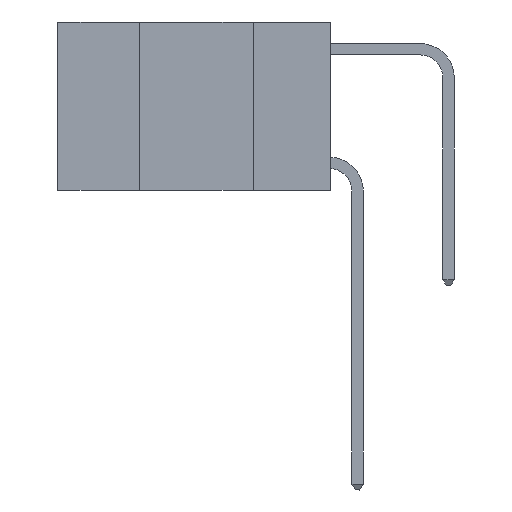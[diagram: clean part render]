
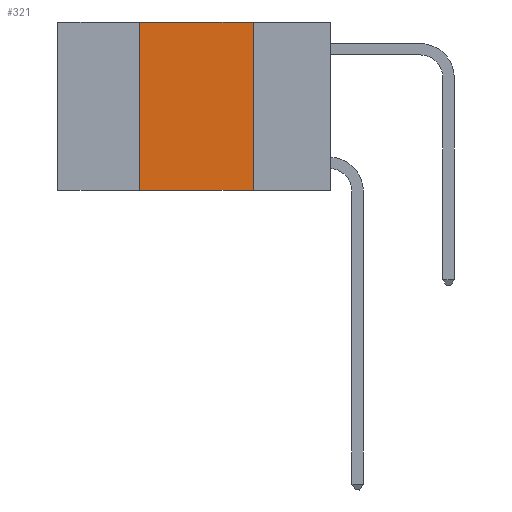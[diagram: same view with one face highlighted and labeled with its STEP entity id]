
A CAD part, left-side view. The second image highlights one B-rep face of the part: STEP entity #321.
In plain terms, the highlighted planar face has unit normal (-1, 0, 0).
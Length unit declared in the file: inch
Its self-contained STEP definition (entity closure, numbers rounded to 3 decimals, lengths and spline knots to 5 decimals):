
#321 = ADVANCED_FACE ( 'NONE', ( #2292 ), #8310, .F. ) ;
#1138 = LINE ( 'NONE', #7868, #15175 ) ;
#2111 = CARTESIAN_POINT ( 'NONE',  ( 0., 0.17, 0. ) ) ;
#2292 = FACE_OUTER_BOUND ( 'NONE', #8078, .T. ) ;
#2339 = CARTESIAN_POINT ( 'NONE',  ( 0., 0.6, 0. ) ) ;
#2488 = EDGE_CURVE ( 'NONE', #8506, #8471, #1138, .T. ) ;
#2826 = DIRECTION ( 'NONE',  ( 0., -1., 0. ) ) ;
#3173 = VECTOR ( 'NONE', #14891, 39.37008 ) ;
#3265 = ORIENTED_EDGE ( 'NONE', *, *, #2488, .F. ) ;
#3902 = VERTEX_POINT ( 'NONE', #13685 ) ;
#4468 = EDGE_CURVE ( 'NONE', #8471, #6709, #4773, .T. ) ;
#4579 = VECTOR ( 'NONE', #12856, 39.37008 ) ;
#4603 = CARTESIAN_POINT ( 'NONE',  ( 0., 0.17, -0.37 ) ) ;
#4773 = LINE ( 'NONE', #2111, #4579 ) ;
#5050 = CARTESIAN_POINT ( 'NONE',  ( 0., 0.6, -0.37 ) ) ;
#6510 = EDGE_CURVE ( 'NONE', #3902, #8506, #9007, .T. ) ;
#6709 = VERTEX_POINT ( 'NONE', #4603 ) ;
#6724 = DIRECTION ( 'NONE',  ( 0., -1., 0. ) ) ;
#7332 = DIRECTION ( 'NONE',  ( 1., 0., 0. ) ) ;
#7868 = CARTESIAN_POINT ( 'NONE',  ( 0., 0.6, 0. ) ) ;
#8078 = EDGE_LOOP ( 'NONE', ( #12605, #3265, #10440, #11514 ) ) ;
#8310 = PLANE ( 'NONE',  #11891 ) ;
#8471 = VERTEX_POINT ( 'NONE', #11855 ) ;
#8506 = VERTEX_POINT ( 'NONE', #13047 ) ;
#8724 = EDGE_CURVE ( 'NONE', #3902, #6709, #14282, .T. ) ;
#9007 = LINE ( 'NONE', #10155, #3173 ) ;
#9815 = DIRECTION ( 'NONE',  ( 0., 0., -1. ) ) ;
#10155 = CARTESIAN_POINT ( 'NONE',  ( 0., 0.42, 0. ) ) ;
#10211 = VECTOR ( 'NONE', #2826, 39.37008 ) ;
#10440 = ORIENTED_EDGE ( 'NONE', *, *, #6510, .F. ) ;
#11514 = ORIENTED_EDGE ( 'NONE', *, *, #8724, .T. ) ;
#11855 = CARTESIAN_POINT ( 'NONE',  ( 0., 0.17, 0. ) ) ;
#11891 = AXIS2_PLACEMENT_3D ( 'NONE', #2339, #7332, #9815 ) ;
#12605 = ORIENTED_EDGE ( 'NONE', *, *, #4468, .F. ) ;
#12856 = DIRECTION ( 'NONE',  ( 0., 0., -1. ) ) ;
#13047 = CARTESIAN_POINT ( 'NONE',  ( 0., 0.42, 0. ) ) ;
#13685 = CARTESIAN_POINT ( 'NONE',  ( 0., 0.42, -0.37 ) ) ;
#14282 = LINE ( 'NONE', #5050, #10211 ) ;
#14891 = DIRECTION ( 'NONE',  ( 0., 0., 1. ) ) ;
#15175 = VECTOR ( 'NONE', #6724, 39.37008 ) ;
